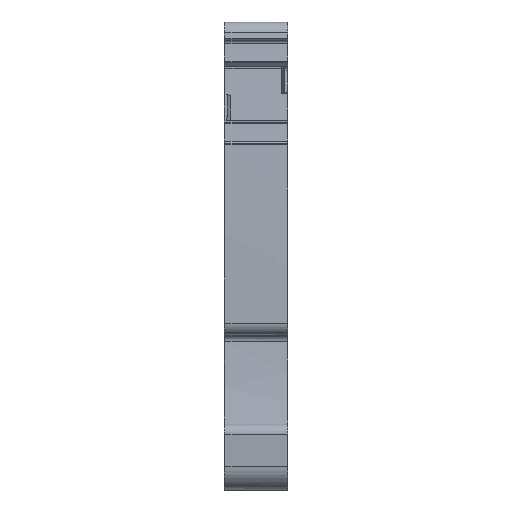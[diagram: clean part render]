
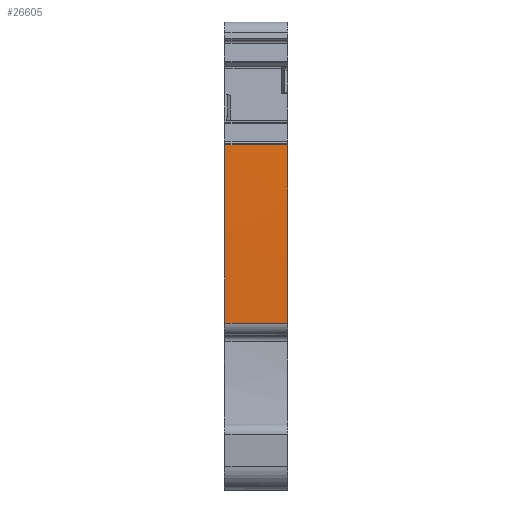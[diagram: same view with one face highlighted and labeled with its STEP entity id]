
A CAD part, front view. The second image highlights one B-rep face of the part: STEP entity #26605.
In plain terms, the highlighted cylindrical face has radius 154.9 mm (diameter 309.8 mm), a partial arc.
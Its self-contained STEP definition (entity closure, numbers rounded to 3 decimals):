
#26224=AXIS2_PLACEMENT_3D('Cylinder Axis2P3D',#26221,#26222,#26223) ;
#26588=AXIS2_PLACEMENT_3D('Circle Axis2P3D',#26586,#26587,$) ;
#26595=AXIS2_PLACEMENT_3D('Circle Axis2P3D',#26593,#26594,$) ;
#19922=CARTESIAN_POINT('Vertex',(0.05,1.529,13.427)) ;
#19966=CARTESIAN_POINT('Control Point',(0.05,1.858,27.772)) ;
#19967=CARTESIAN_POINT('Control Point',(0.05,1.659,24.908)) ;
#19968=CARTESIAN_POINT('Control Point',(0.05,1.527,22.039)) ;
#19969=CARTESIAN_POINT('Control Point',(0.05,1.461,19.168)) ;
#19970=CARTESIAN_POINT('Control Point',(0.05,1.462,16.297)) ;
#19971=CARTESIAN_POINT('Control Point',(0.05,1.529,13.427)) ;
#19972=CARTESIAN_POINT('Vertex',(0.05,1.858,27.772)) ;
#26221=CARTESIAN_POINT('Axis2P3D Location',(2.55,156.386,17.05)) ;
#26563=CARTESIAN_POINT('Vertex',(5.1,1.858,27.772)) ;
#26566=CARTESIAN_POINT('Line Origine',(2.55,1.858,27.772)) ;
#26579=CARTESIAN_POINT('Line Origine',(2.55,1.529,13.427)) ;
#26583=CARTESIAN_POINT('Vertex',(5.1,1.529,13.427)) ;
#26586=CARTESIAN_POINT('Axis2P3D Location',(5.1,156.386,17.05)) ;
#26590=CARTESIAN_POINT('Vertex',(5.1,1.528,13.45)) ;
#26593=CARTESIAN_POINT('Axis2P3D Location',(5.1,156.386,17.05)) ;
#26222=DIRECTION('Axis2P3D Direction',(1.,0.,0.)) ;
#26223=DIRECTION('Axis2P3D XDirection',(0.,-0.992,0.127)) ;
#26567=DIRECTION('Vector Direction',(1.,0.,0.)) ;
#26580=DIRECTION('Vector Direction',(1.,0.,0.)) ;
#26587=DIRECTION('Axis2P3D Direction',(1.,0.,0.)) ;
#26594=DIRECTION('Axis2P3D Direction',(1.,0.,0.)) ;
#26568=VECTOR('Line Direction',#26567,1.) ;
#26581=VECTOR('Line Direction',#26580,1.) ;
#26599=ORIENTED_EDGE('',*,*,#26570,.F.) ;
#26600=ORIENTED_EDGE('',*,*,#19974,.F.) ;
#26601=ORIENTED_EDGE('',*,*,#26585,.T.) ;
#26602=ORIENTED_EDGE('',*,*,#26592,.F.) ;
#26603=ORIENTED_EDGE('',*,*,#26597,.F.) ;
#26605=ADVANCED_FACE('PartBody',(#26604),#26225,.T.) ;
#19965=B_SPLINE_CURVE_WITH_KNOTS('',5,(#19966,#19967,#19968,#19969,#19970,#19971),.UNSPECIFIED.,.F.,.U.,(6,6),(84.025,98.379),.UNSPECIFIED.) ;
#26589=CIRCLE('generated circle',#26588,154.9) ;
#26596=CIRCLE('generated circle',#26595,154.9) ;
#26225=CYLINDRICAL_SURFACE('generated cylinder',#26224,154.9) ;
#19974=EDGE_CURVE('',#19923,#19973,#19965,.F.) ;
#26570=EDGE_CURVE('',#19973,#26564,#26569,.T.) ;
#26585=EDGE_CURVE('',#19923,#26584,#26582,.T.) ;
#26592=EDGE_CURVE('',#26591,#26584,#26589,.T.) ;
#26597=EDGE_CURVE('',#26564,#26591,#26596,.T.) ;
#26598=EDGE_LOOP('',(#26599,#26600,#26601,#26602,#26603)) ;
#26604=FACE_OUTER_BOUND('',#26598,.T.) ;
#26569=LINE('Line',#26566,#26568) ;
#26582=LINE('Line',#26579,#26581) ;
#19923=VERTEX_POINT('',#19922) ;
#19973=VERTEX_POINT('',#19972) ;
#26564=VERTEX_POINT('',#26563) ;
#26584=VERTEX_POINT('',#26583) ;
#26591=VERTEX_POINT('',#26590) ;
